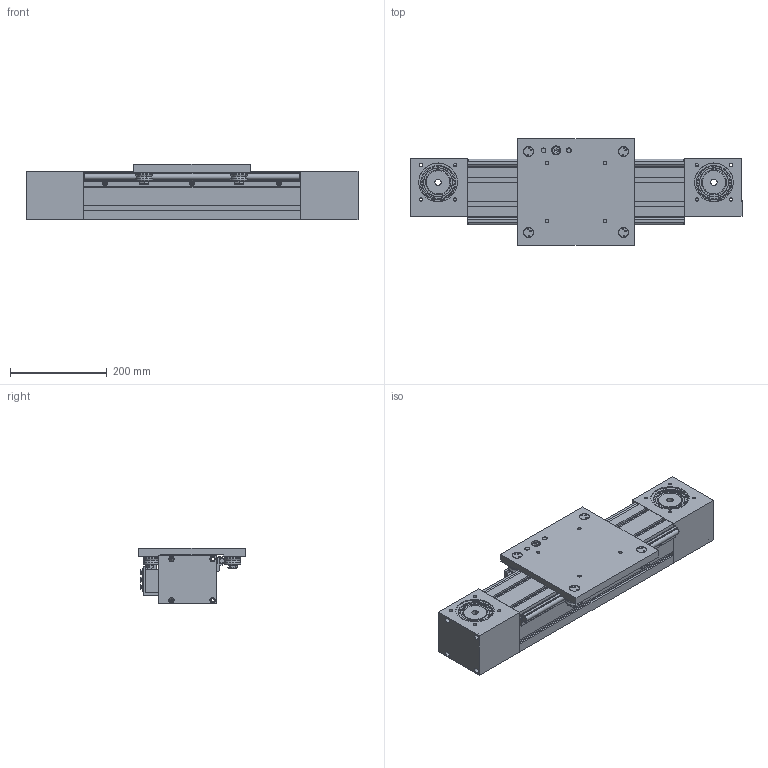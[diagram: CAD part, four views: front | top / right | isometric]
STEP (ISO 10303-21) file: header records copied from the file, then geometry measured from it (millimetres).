
FILE_DESCRIPTION (( 'STEP AP214' ), '1' );
FILE_NAME ('AZ2005.STEP', '2019-11-07T10:21:38', ( '' ), ( '' ), 'SwSTEP 2.0', 'SolidWorks 2019', '' );
FILE_SCHEMA (( 'AUTOMOTIVE_DESIGN' ));
Length unit declared in the file: millimetre
Products named in the file (1): AZ2005
Bounding box: 686 x 220 x 114.8 mm (x, y, z)
Surface area: 825305.6 mm2 (no closed solid volume)
Topology: 0 solids, 90 shells, 722 faces, 2309 edges, 1637 vertices
Faces by surface type: cylinder 287, plane 269, cone 72, torus 54, bspline 40
Entity records: 34776 total; most frequent: CARTESIAN_POINT 6229, DIRECTION 4638, ORIENTED_EDGE 3528, EDGE_CURVE 2307, AXIS2_PLACEMENT_3D 1734, VERTEX_POINT 1637, VECTOR 1170, LINE 1170
